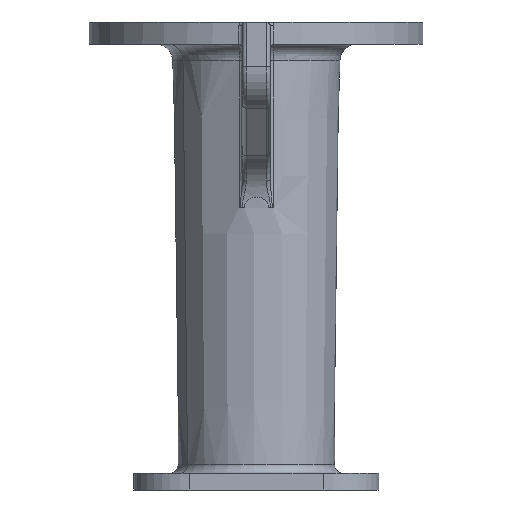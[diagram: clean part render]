
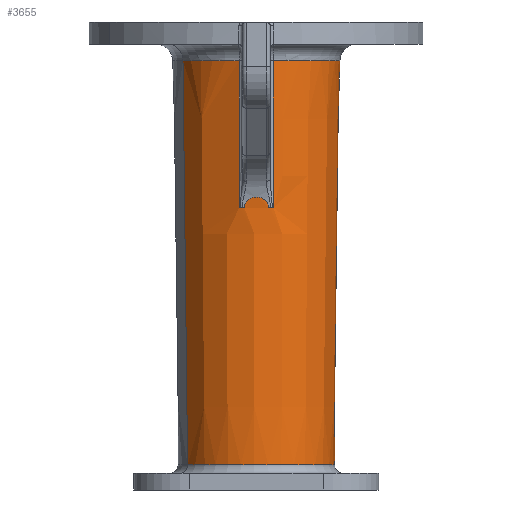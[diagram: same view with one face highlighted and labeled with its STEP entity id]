
A CAD part, left-side view. The second image highlights one B-rep face of the part: STEP entity #3655.
In plain terms, the highlighted conical face has half-angle 0.744 degrees and reference radius 14 mm.
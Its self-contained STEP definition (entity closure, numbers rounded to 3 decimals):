
#228=CARTESIAN_POINT('Axis2P3D Location',(0.,0.,4.519)) ;
#232=CARTESIAN_POINT('Vertex',(6.74,-12.338,4.519)) ;
#234=CARTESIAN_POINT('Vertex',(-6.74,12.338,4.519)) ;
#1103=CARTESIAN_POINT('Vertex',(-14.685,3.057,77.039)) ;
#1117=CARTESIAN_POINT('Vertex',(-7.191,13.164,77.039)) ;
#1120=CARTESIAN_POINT('Axis2P3D Location',(0.,0.,77.039)) ;
#1455=CARTESIAN_POINT('Vertex',(-14.336,3.054,50.677)) ;
#1459=CARTESIAN_POINT('Control Point',(-14.443,2.5,50.677)) ;
#1460=CARTESIAN_POINT('Control Point',(-14.424,2.611,50.677)) ;
#1461=CARTESIAN_POINT('Control Point',(-14.403,2.722,50.677)) ;
#1462=CARTESIAN_POINT('Control Point',(-14.382,2.833,50.677)) ;
#1463=CARTESIAN_POINT('Control Point',(-14.36,2.944,50.677)) ;
#1464=CARTESIAN_POINT('Control Point',(-14.336,3.054,50.677)) ;
#1465=CARTESIAN_POINT('Vertex',(-14.443,2.5,50.677)) ;
#1468=CARTESIAN_POINT('Axis2P3D Location',(0.,0.,50.677)) ;
#1472=CARTESIAN_POINT('Vertex',(-14.5,2.145,50.677)) ;
#1554=CARTESIAN_POINT('Control Point',(-14.336,3.054,50.677)) ;
#1555=CARTESIAN_POINT('Control Point',(-14.396,3.055,55.18)) ;
#1556=CARTESIAN_POINT('Control Point',(-14.455,3.055,59.682)) ;
#1557=CARTESIAN_POINT('Control Point',(-14.515,3.056,64.185)) ;
#1558=CARTESIAN_POINT('Control Point',(-14.585,3.056,69.457)) ;
#1559=CARTESIAN_POINT('Control Point',(-14.655,3.057,74.73)) ;
#1560=CARTESIAN_POINT('Control Point',(-14.665,3.057,75.499)) ;
#1561=CARTESIAN_POINT('Control Point',(-14.675,3.057,76.269)) ;
#1562=CARTESIAN_POINT('Control Point',(-14.685,3.057,77.039)) ;
#2702=CARTESIAN_POINT('Vertex',(7.191,-13.164,77.039)) ;
#2717=CARTESIAN_POINT('Axis2P3D Location',(0.,0.,0.)) ;
#2722=CARTESIAN_POINT('Line Origine',(6.952,-12.725,38.519)) ;
#2727=CARTESIAN_POINT('Line Origine',(-6.952,12.725,38.519)) ;
#3581=CARTESIAN_POINT('Vertex',(-14.685,-3.057,77.039)) ;
#3584=CARTESIAN_POINT('Axis2P3D Location',(0.,0.,77.039)) ;
#3601=CARTESIAN_POINT('Axis2P3D Location',(0.,0.,50.677)) ;
#3605=CARTESIAN_POINT('Vertex',(-14.443,-2.5,50.677)) ;
#3607=CARTESIAN_POINT('Vertex',(-14.5,-2.145,50.677)) ;
#3611=CARTESIAN_POINT('Control Point',(-14.5,-2.145,50.677)) ;
#3612=CARTESIAN_POINT('Control Point',(-14.5,-2.176,51.03)) ;
#3613=CARTESIAN_POINT('Control Point',(-14.516,-2.103,51.391)) ;
#3614=CARTESIAN_POINT('Control Point',(-14.548,-1.917,51.715)) ;
#3615=CARTESIAN_POINT('Control Point',(-14.605,-1.507,52.143)) ;
#3616=CARTESIAN_POINT('Control Point',(-14.65,-0.981,52.405)) ;
#3617=CARTESIAN_POINT('Control Point',(-14.664,-0.764,52.482)) ;
#3618=CARTESIAN_POINT('Control Point',(-14.692,-0.122,52.63)) ;
#3619=CARTESIAN_POINT('Control Point',(-14.682,0.546,52.575)) ;
#3620=CARTESIAN_POINT('Control Point',(-14.657,0.968,52.457)) ;
#3621=CARTESIAN_POINT('Control Point',(-14.593,1.61,52.101)) ;
#3622=CARTESIAN_POINT('Control Point',(-14.53,2.017,51.512)) ;
#3623=CARTESIAN_POINT('Control Point',(-14.51,2.129,51.243)) ;
#3624=CARTESIAN_POINT('Control Point',(-14.5,2.17,50.957)) ;
#3625=CARTESIAN_POINT('Control Point',(-14.5,2.145,50.677)) ;
#3628=CARTESIAN_POINT('Control Point',(-14.685,-3.057,77.039)) ;
#3629=CARTESIAN_POINT('Control Point',(-14.569,-3.056,68.252)) ;
#3630=CARTESIAN_POINT('Control Point',(-14.452,-3.055,59.465)) ;
#3631=CARTESIAN_POINT('Control Point',(-14.336,-3.054,50.677)) ;
#3632=CARTESIAN_POINT('Vertex',(-14.336,-3.054,50.677)) ;
#3636=CARTESIAN_POINT('Control Point',(-14.443,-2.5,50.677)) ;
#3637=CARTESIAN_POINT('Control Point',(-14.411,-2.685,50.677)) ;
#3638=CARTESIAN_POINT('Control Point',(-14.375,-2.87,50.677)) ;
#3639=CARTESIAN_POINT('Control Point',(-14.336,-3.054,50.677)) ;
#229=DIRECTION('Axis2P3D Direction',(0.,-0.,1.)) ;
#1121=DIRECTION('Axis2P3D Direction',(0.,0.,1.)) ;
#1469=DIRECTION('Axis2P3D Direction',(0.,0.,-1.)) ;
#2718=DIRECTION('Axis2P3D Direction',(0.,0.,1.)) ;
#2719=DIRECTION('Axis2P3D XDirection',(-0.479,0.878,0.)) ;
#2723=DIRECTION('Vector Direction',(0.006,-0.011,1.)) ;
#2728=DIRECTION('Vector Direction',(-0.006,0.011,1.)) ;
#3585=DIRECTION('Axis2P3D Direction',(0.,0.,1.)) ;
#3602=DIRECTION('Axis2P3D Direction',(0.,0.,1.)) ;
#230=AXIS2_PLACEMENT_3D('Circle Axis2P3D',#228,#229,$) ;
#1122=AXIS2_PLACEMENT_3D('Circle Axis2P3D',#1120,#1121,$) ;
#1470=AXIS2_PLACEMENT_3D('Circle Axis2P3D',#1468,#1469,$) ;
#2720=AXIS2_PLACEMENT_3D('Cone Axis2P3D',#2717,#2718,#2719) ;
#3586=AXIS2_PLACEMENT_3D('Circle Axis2P3D',#3584,#3585,$) ;
#3603=AXIS2_PLACEMENT_3D('Circle Axis2P3D',#3601,#3602,$) ;
#3642=ORIENTED_EDGE('',*,*,#3609,.T.) ;
#3643=ORIENTED_EDGE('',*,*,#3626,.T.) ;
#3644=ORIENTED_EDGE('',*,*,#1474,.T.) ;
#3645=ORIENTED_EDGE('',*,*,#1467,.T.) ;
#3646=ORIENTED_EDGE('',*,*,#1563,.F.) ;
#3647=ORIENTED_EDGE('',*,*,#1124,.F.) ;
#3648=ORIENTED_EDGE('',*,*,#2731,.F.) ;
#3649=ORIENTED_EDGE('',*,*,#236,.F.) ;
#3650=ORIENTED_EDGE('',*,*,#2726,.T.) ;
#3651=ORIENTED_EDGE('',*,*,#3588,.F.) ;
#3652=ORIENTED_EDGE('',*,*,#3634,.T.) ;
#3653=ORIENTED_EDGE('',*,*,#3640,.T.) ;
#2724=VECTOR('Line Direction',#2723,1.) ;
#2729=VECTOR('Line Direction',#2728,1.) ;
#3655=ADVANCED_FACE('Corps principal',(#3654),#2721,.T.) ;
#1458=B_SPLINE_CURVE_WITH_KNOTS('',5,(#1459,#1460,#1461,#1462,#1463,#1464),.UNSPECIFIED.,.F.,.U.,(6,6),(0.,0.794),.UNSPECIFIED.) ;
#1553=B_SPLINE_CURVE_WITH_KNOTS('',5,(#1554,#1555,#1556,#1557,#1558,#1559,#1560,#1561,#1562),.UNSPECIFIED.,.F.,.U.,(6,3,6),(85.796,117.637,123.08),.UNSPECIFIED.) ;
#3610=B_SPLINE_CURVE_WITH_KNOTS('',5,(#3611,#3612,#3613,#3614,#3615,#3616,#3617,#3618,#3619,#3620,#3621,#3622,#3623,#3624,#3625),.UNSPECIFIED.,.F.,.U.,(6,3,3,3,6),(0.,2.501,4.107,7.111,9.098),.UNSPECIFIED.) ;
#3627=B_SPLINE_CURVE_WITH_KNOTS('',3,(#3628,#3629,#3630,#3631),.UNSPECIFIED.,.F.,.U.,(4,4),(20.513,57.798),.UNSPECIFIED.) ;
#3635=B_SPLINE_CURVE_WITH_KNOTS('',3,(#3636,#3637,#3638,#3639),.UNSPECIFIED.,.F.,.U.,(4,4),(0.,0.794),.UNSPECIFIED.) ;
#231=CIRCLE('generated circle',#230,14.059) ;
#1123=CIRCLE('generated circle',#1122,15.) ;
#1471=CIRCLE('generated circle',#1470,14.658) ;
#3587=CIRCLE('generated circle',#3586,15.) ;
#3604=CIRCLE('generated circle',#3603,14.658) ;
#2721=CONICAL_SURFACE('Cone',#2720,14.,0.013) ;
#236=EDGE_CURVE('',#233,#235,#231,.F.) ;
#1124=EDGE_CURVE('',#1118,#1104,#1123,.T.) ;
#1467=EDGE_CURVE('',#1466,#1456,#1458,.T.) ;
#1474=EDGE_CURVE('',#1473,#1466,#1471,.T.) ;
#1563=EDGE_CURVE('',#1104,#1456,#1553,.F.) ;
#2726=EDGE_CURVE('',#233,#2703,#2725,.T.) ;
#2731=EDGE_CURVE('',#235,#1118,#2730,.T.) ;
#3588=EDGE_CURVE('',#3582,#2703,#3587,.T.) ;
#3609=EDGE_CURVE('',#3606,#3608,#3604,.F.) ;
#3626=EDGE_CURVE('',#3608,#1473,#3610,.T.) ;
#3634=EDGE_CURVE('',#3582,#3633,#3627,.T.) ;
#3640=EDGE_CURVE('',#3633,#3606,#3635,.F.) ;
#3641=EDGE_LOOP('',(#3642,#3643,#3644,#3645,#3646,#3647,#3648,#3649,#3650,#3651,#3652,#3653)) ;
#3654=FACE_OUTER_BOUND('',#3641,.T.) ;
#2725=LINE('Line',#2722,#2724) ;
#2730=LINE('Line',#2727,#2729) ;
#233=VERTEX_POINT('',#232) ;
#235=VERTEX_POINT('',#234) ;
#1104=VERTEX_POINT('',#1103) ;
#1118=VERTEX_POINT('',#1117) ;
#1456=VERTEX_POINT('',#1455) ;
#1466=VERTEX_POINT('',#1465) ;
#1473=VERTEX_POINT('',#1472) ;
#2703=VERTEX_POINT('',#2702) ;
#3582=VERTEX_POINT('',#3581) ;
#3606=VERTEX_POINT('',#3605) ;
#3608=VERTEX_POINT('',#3607) ;
#3633=VERTEX_POINT('',#3632) ;
